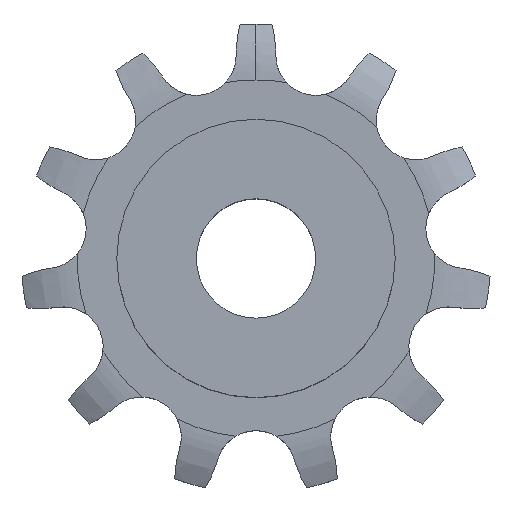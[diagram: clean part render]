
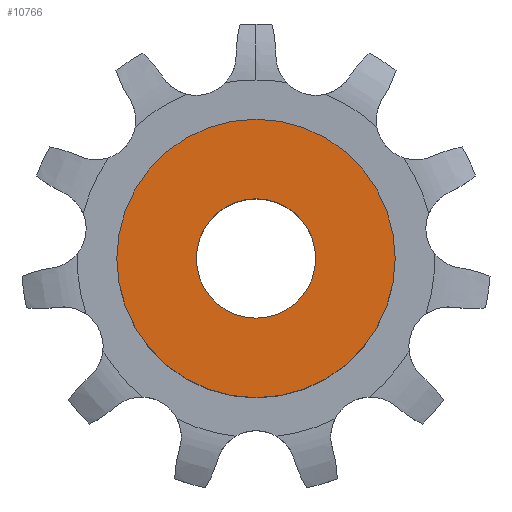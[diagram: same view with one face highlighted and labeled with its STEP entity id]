
A CAD part, top view. The second image highlights one B-rep face of the part: STEP entity #10766.
In plain terms, the highlighted planar face has unit normal (0, 0, 1).
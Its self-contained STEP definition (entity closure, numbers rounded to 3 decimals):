
#1909 = CYLINDRICAL_SURFACE('',#1910,3.);
#1910 = AXIS2_PLACEMENT_3D('',#1911,#1912,#1913);
#1911 = CARTESIAN_POINT('',(0.,0.,35.138));
#1912 = DIRECTION('',(0.,0.,1.));
#1913 = DIRECTION('',(1.,0.,-0.));
#3380 = CYLINDRICAL_SURFACE('',#3381,7.);
#3381 = AXIS2_PLACEMENT_3D('',#3382,#3383,#3384);
#3382 = CARTESIAN_POINT('',(0.,0.,0.));
#3383 = DIRECTION('',(-0.,-0.,-1.));
#3384 = DIRECTION('',(1.,0.,0.));
#8665 = EDGE_CURVE('',#8666,#8666,#8668,.T.);
#8666 = VERTEX_POINT('',#8667);
#8667 = CARTESIAN_POINT('',(3.,0.,8.7));
#8668 = SURFACE_CURVE('',#8669,(#8674,#8681),.PCURVE_S1.);
#8669 = CIRCLE('',#8670,3.);
#8670 = AXIS2_PLACEMENT_3D('',#8671,#8672,#8673);
#8671 = CARTESIAN_POINT('',(0.,0.,8.7));
#8672 = DIRECTION('',(0.,0.,1.));
#8673 = DIRECTION('',(1.,0.,-0.));
#8674 = PCURVE('',#1909,#8675);
#8675 = DEFINITIONAL_REPRESENTATION('',(#8676),#8680);
#8676 = LINE('',#8677,#8678);
#8677 = CARTESIAN_POINT('',(0.,-26.438));
#8678 = VECTOR('',#8679,1.);
#8679 = DIRECTION('',(1.,0.));
#8680 = ( GEOMETRIC_REPRESENTATION_CONTEXT(2) 
PARAMETRIC_REPRESENTATION_CONTEXT() REPRESENTATION_CONTEXT('2D SPACE',''
  ) );
#8681 = PCURVE('',#8682,#8687);
#8682 = PLANE('',#8683);
#8683 = AXIS2_PLACEMENT_3D('',#8684,#8685,#8686);
#8684 = CARTESIAN_POINT('',(0.,0.,8.7));
#8685 = DIRECTION('',(0.,0.,1.));
#8686 = DIRECTION('',(0.,-1.,0.));
#8687 = DEFINITIONAL_REPRESENTATION('',(#8688),#8692);
#8688 = CIRCLE('',#8689,3.);
#8689 = AXIS2_PLACEMENT_2D('',#8690,#8691);
#8690 = CARTESIAN_POINT('',(0.,0.));
#8691 = DIRECTION('',(0.,1.));
#8692 = ( GEOMETRIC_REPRESENTATION_CONTEXT(2) 
PARAMETRIC_REPRESENTATION_CONTEXT() REPRESENTATION_CONTEXT('2D SPACE',''
  ) );
#10049 = VERTEX_POINT('',#10050);
#10050 = CARTESIAN_POINT('',(7.,0.,8.7));
#10071 = EDGE_CURVE('',#10049,#10049,#10072,.T.);
#10072 = SURFACE_CURVE('',#10073,(#10078,#10085),.PCURVE_S1.);
#10073 = CIRCLE('',#10074,7.);
#10074 = AXIS2_PLACEMENT_3D('',#10075,#10076,#10077);
#10075 = CARTESIAN_POINT('',(0.,0.,8.7));
#10076 = DIRECTION('',(0.,0.,1.));
#10077 = DIRECTION('',(1.,0.,0.));
#10078 = PCURVE('',#3380,#10079);
#10079 = DEFINITIONAL_REPRESENTATION('',(#10080),#10084);
#10080 = LINE('',#10081,#10082);
#10081 = CARTESIAN_POINT('',(-0.,-8.7));
#10082 = VECTOR('',#10083,1.);
#10083 = DIRECTION('',(-1.,0.));
#10084 = ( GEOMETRIC_REPRESENTATION_CONTEXT(2) 
PARAMETRIC_REPRESENTATION_CONTEXT() REPRESENTATION_CONTEXT('2D SPACE',''
  ) );
#10085 = PCURVE('',#8682,#10086);
#10086 = DEFINITIONAL_REPRESENTATION('',(#10087),#10091);
#10087 = CIRCLE('',#10088,7.);
#10088 = AXIS2_PLACEMENT_2D('',#10089,#10090);
#10089 = CARTESIAN_POINT('',(0.,0.));
#10090 = DIRECTION('',(0.,1.));
#10091 = ( GEOMETRIC_REPRESENTATION_CONTEXT(2) 
PARAMETRIC_REPRESENTATION_CONTEXT() REPRESENTATION_CONTEXT('2D SPACE',''
  ) );
#10766 = ADVANCED_FACE('',(#10767,#10770),#8682,.T.);
#10767 = FACE_BOUND('',#10768,.T.);
#10768 = EDGE_LOOP('',(#10769));
#10769 = ORIENTED_EDGE('',*,*,#10071,.T.);
#10770 = FACE_BOUND('',#10771,.T.);
#10771 = EDGE_LOOP('',(#10772));
#10772 = ORIENTED_EDGE('',*,*,#8665,.F.);
